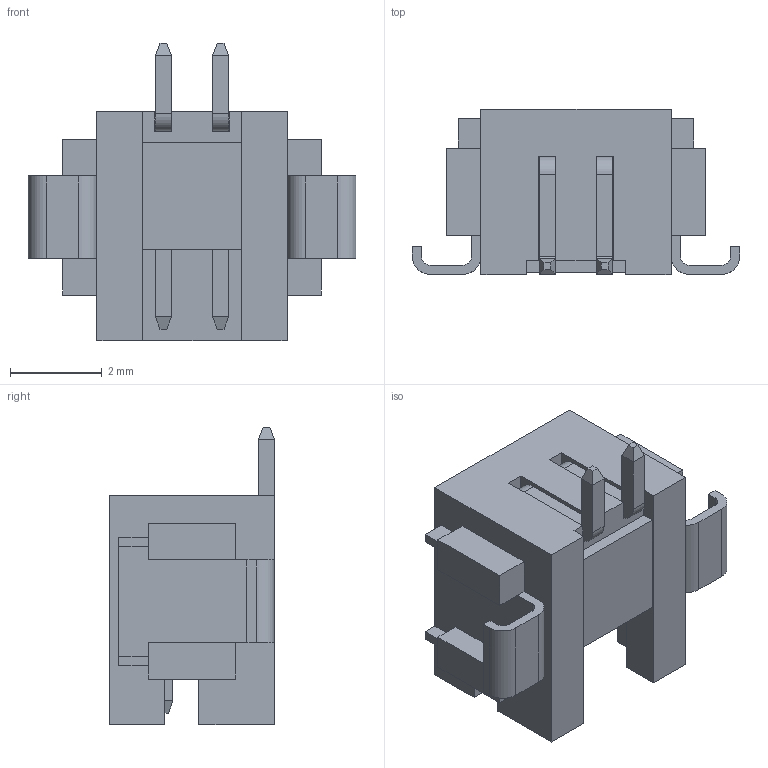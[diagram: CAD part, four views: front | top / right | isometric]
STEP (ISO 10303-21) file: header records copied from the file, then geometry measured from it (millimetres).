
FILE_DESCRIPTION (( 'STEP AP214' ), '1' );
FILE_NAME ('DF13-2H-SMD.STEP', '2015-05-23T16:42:28', ( '' ), ( '' ), 'SwSTEP 2.0', 'SolidWorks 2014', '' );
FILE_SCHEMA (( 'AUTOMOTIVE_DESIGN' ));
Length unit declared in the file: millimetre
Products named in the file (2): DF13-2H-SMD; K180011179_Stig-Wahlstrom
Assembly tree (1 placements, depth 2):
  DF13-2H-SMD
    K180011179_Stig-Wahlstrom
Bounding box: 7.15 x 3.6 x 6.5 mm (x, y, z)
Volume: 55.8 mm3; surface area: 188.7 mm2
Topology: 1 solids, 1 shells, 138 faces, 376 edges, 244 vertices
Faces by surface type: plane 124, cylinder 14
Entity records: 4334 total; most frequent: CARTESIAN_POINT 762, ORIENTED_EDGE 752, DIRECTION 688, EDGE_CURVE 376, LINE 348, VECTOR 348, VERTEX_POINT 244, AXIS2_PLACEMENT_3D 170
